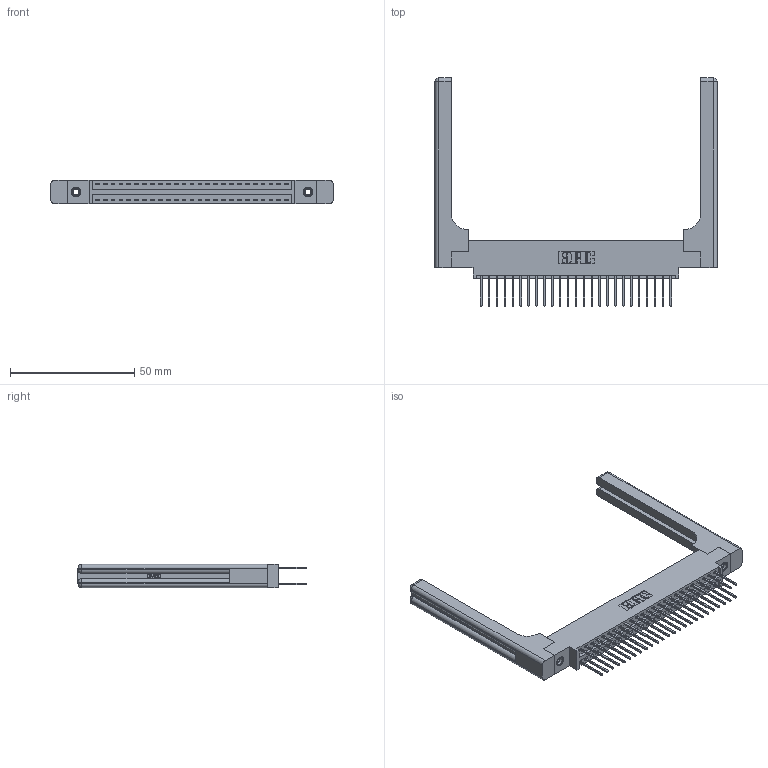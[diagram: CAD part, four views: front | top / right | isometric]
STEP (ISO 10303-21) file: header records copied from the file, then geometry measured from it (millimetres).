
FILE_DESCRIPTION (( 'STEP AP203' ), '1' );
FILE_NAME ('346-050-522-858.STEP', '2022-05-20T23:04:40', ( '' ), ( '' ), 'SwSTEP 2.0', 'SolidWorks 2020', '' );
FILE_SCHEMA (( 'CONFIG_CONTROL_DESIGN' ));
Length unit declared in the file: inch
Products named in the file (5): 346-050-522-858; 345-292-001_345-293-122; 345-250-001_345-250-001-102; 346-220-058_345-220-058; 346 Part_0.170 Offset - 0.156 Dia-TH
Assembly tree (55 placements, depth 2):
  346-050-522-858
    346 Part_0.170 Offset - 0.156 Dia-TH
    345-292-001_345-293-122  x50
    345-250-001_345-250-001-102  x2
    346-220-058_345-220-058  x2
Bounding box: 113.44 x 91.69 x 9.4 mm (x, y, z)
Volume: 18379.1 mm3; surface area: 20475.6 mm2
Topology: 55 solids, 55 shells, 2996 faces, 8793 edges, 5774 vertices
Faces by surface type: plane 1992, cylinder 944, bspline 36, cone 12, sphere 8, torus 4
Entity records: 24352 total; most frequent: CARTESIAN_POINT 5051, ORIENTED_EDGE 3780, DIRECTION 3434, EDGE_CURVE 1890, VECTOR 1566, LINE 1566, VERTEX_POINT 1250, AXIS2_PLACEMENT_3D 934
